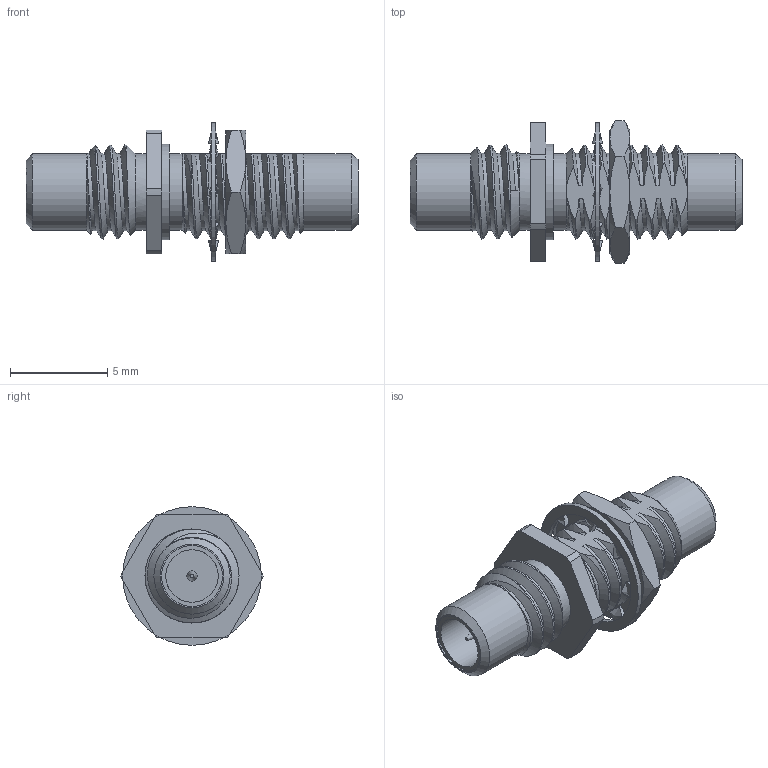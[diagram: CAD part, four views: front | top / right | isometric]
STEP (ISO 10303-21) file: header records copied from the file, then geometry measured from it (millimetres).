
FILE_DESCRIPTION (( 'STEP AP203' ), '1' );
FILE_NAME ('SM2014_3D.step', '2021-07-14T16:42:59', ( '' ), ( '' ), 'SwSTEP 2.0', 'SolidWorks 2020', '' );
FILE_SCHEMA (( 'CONFIG_CONTROL_DESIGN' ));
Length unit declared in the file: inch
Products named in the file (1): SM2014_3D
Bounding box: 17.04 x 7.33 x 7.11 mm (x, y, z)
Volume: 22.1 mm3; surface area: 530.6 mm2
Topology: 2 solids, 3 shells, 182 faces, 472 edges, 305 vertices
Faces by surface type: bspline 65, cylinder 52, plane 41, cone 24
Full cylindrical faces by diameter (mm): 0.533 x2, 2.692 x2, 3.119 x2, 3.912 x4, 4.894 x1, 7.112 x1
Entity records: 19133 total; most frequent: CARTESIAN_POINT 15437, ORIENTED_EDGE 892, DIRECTION 521, EDGE_CURVE 446, VERTEX_POINT 298, AXIS2_PLACEMENT_3D 220, EDGE_LOOP 214, B_SPLINE_CURVE_WITH_KNOTS 209
